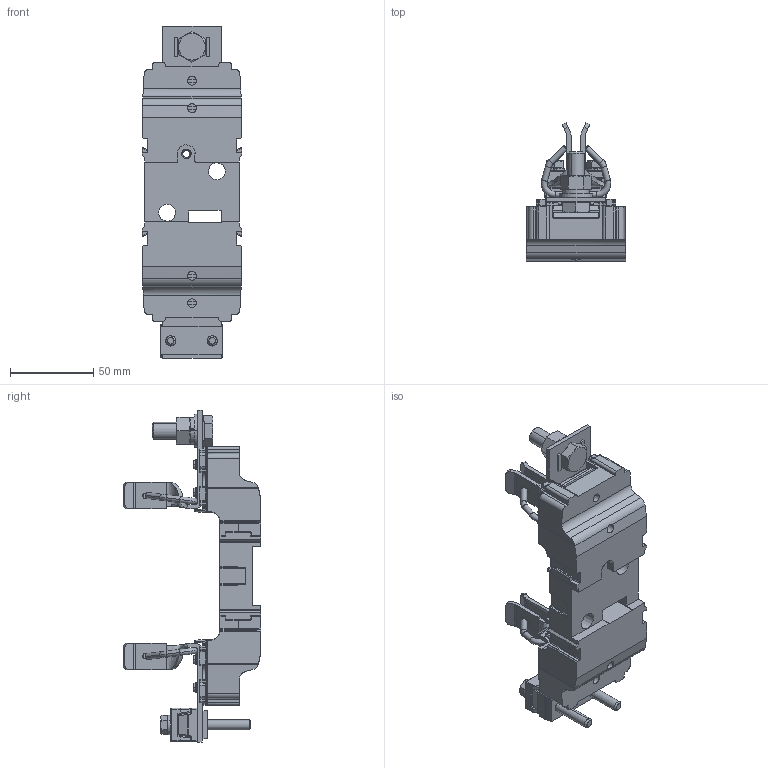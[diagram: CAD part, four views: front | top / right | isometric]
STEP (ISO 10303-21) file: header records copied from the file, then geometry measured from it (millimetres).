
FILE_DESCRIPTION((''),'2;1');
FILE_NAME('004121400_PT1_M10-M10_1P_ASM','2023-10-25T09:38:04',('klemen.sitar'),('Audax d.o.o.'),'CREO PARAMETRIC BY PTC INC, 2021304','CREO PARAMETRIC BY PTC INC, 2021304','');
FILE_SCHEMA(('AP242_MANAGED_MODEL_BASED_3D_ENGINEERING_MIM_LF { 1 0 10303 442 1 1 4 }'));
Products named in the file (24): 0000047317_1_1_2_3_1_1_1_1; 0000038645_AF1_1_1_2_3_4_1_1_1_; 0000038447_1_1_2_3_4_1_1_1_1; 56424_L_KLEMMENUNTERTEIL_S1_P_1; K_1_1_1_1_1; PRT0005LLLL_1_1_1_1_1; 66809_FEDERRING_DIN_127-A6_1__1; 65714_SECHSKANTSCHRAUBE_M6X50_1; P1_TOP_ASM_1_1_ASM; TOP_ASM_1_ASM; 0000038645_AF0_1_1_2_3_4_1_1_1_; 0000032607_1_1_2_3_4_1_1_1_1; 0000032604_1_1_2_3_4_1_1_1_1; 0000032603_1_1_2_3_4_1_1_1_1; 0000032605_1_1_2_3_4_1_1_1_1; M8_B_ASM; BOT_ASM_1_ASM; ETI_LOGO_13_2X7_71MM_1_1; ETI_LOGO_13_2X7_71MM_1_2; ETI_LOGO_13_2X7_71MM_1_3; ETI_LOGO_13_2X7_71MM_1_ASM; BASE_V5_1_1_2_ASM_1_1; BASE_ASM_1_ASM; 004121400_PT1_M10-M10_1P_ASM
Assembly tree (29 placements, depth 4):
  004121400_PT1_M10-M10_1P_ASM
    TOP_ASM_1_ASM
      0000047317_1_1_2_3_1_1_1_1  x2
      0000038645_AF1_1_1_2_3_4_1_1_1_
      0000038447_1_1_2_3_4_1_1_1_1
      P1_TOP_ASM_1_1_ASM
        56424_L_KLEMMENUNTERTEIL_S1_P_1
        K_1_1_1_1_1
        PRT0005LLLL_1_1_1_1_1
        66809_FEDERRING_DIN_127-A6_1__1  x2
        65714_SECHSKANTSCHRAUBE_M6X50_1  x2
    BOT_ASM_1_ASM
      0000047317_1_1_2_3_1_1_1_1  x2
      0000038645_AF0_1_1_2_3_4_1_1_1_
      0000038447_1_1_2_3_4_1_1_1_1
      M8_B_ASM
        0000032607_1_1_2_3_4_1_1_1_1
        0000032604_1_1_2_3_4_1_1_1_1
        0000032603_1_1_2_3_4_1_1_1_1
        0000032605_1_1_2_3_4_1_1_1_1
    BASE_ASM_1_ASM
      ETI_LOGO_13_2X7_71MM_1_ASM
        ETI_LOGO_13_2X7_71MM_1_1
        ETI_LOGO_13_2X7_71MM_1_2
        ETI_LOGO_13_2X7_71MM_1_3
      BASE_V5_1_1_2_ASM_1_1
Bounding box: 59.8 x 83.1 x 200 mm (x, y, z)
Volume: 244653.7 mm3; surface area: 73647.7 mm2
Topology: 23 solids, 32 shells, 1865 faces, 4784 edges, 2901 vertices
Faces by surface type: cylinder 664, plane 661, bspline 218, torus 138, cone 128, sphere 28, extrusion 28
Entity records: 96895 total; most frequent: CARTESIAN_POINT 43103, ORIENTED_EDGE 8320, DIRECTION 7637, EDGE_CURVE 4168, AXIS2_PLACEMENT_3D 2755, VERTEX_POINT 2558, VECTOR 2127, LINE 2099
